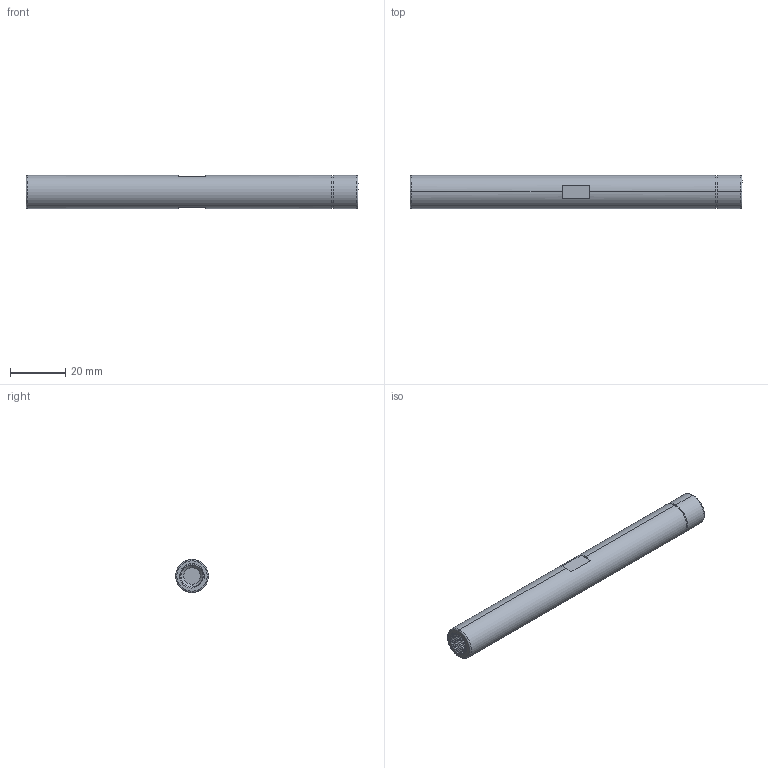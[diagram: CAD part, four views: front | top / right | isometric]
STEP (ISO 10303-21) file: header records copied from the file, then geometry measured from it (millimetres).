
FILE_DESCRIPTION (( 'STEP AP203' ), '1' );
FILE_NAME ('3D_GS5584_M8x120_188500603.STEP', '2024-09-24T09:59:01', ( '' ), ( '' ), 'SwSTEP 2.0', 'SolidWorks 2024', '' );
FILE_SCHEMA (( 'CONFIG_CONTROL_DESIGN' ));
Products named in the file (1): 3D_GS5584_M8x120_188500603
Bounding box: 120 x 12 x 12 mm (x, y, z)
Volume: 7537.2 mm3; surface area: 9412.2 mm2
Topology: 1 solids, 1 shells, 308 faces, 892 edges, 590 vertices
Faces by surface type: cylinder 278, plane 14, bspline 8, cone 4, torus 4
Entity records: 28403 total; most frequent: CARTESIAN_POINT 21861, ORIENTED_EDGE 1784, DIRECTION 980, EDGE_CURVE 892, VERTEX_POINT 590, AXIS2_PLACEMENT_3D 341, EDGE_LOOP 312, FACE_OUTER_BOUND 308
